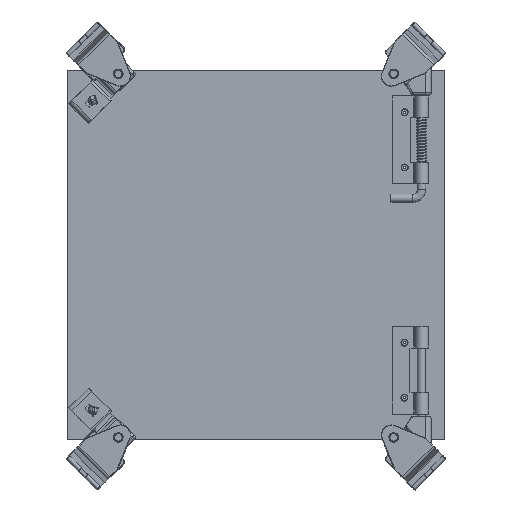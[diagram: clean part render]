
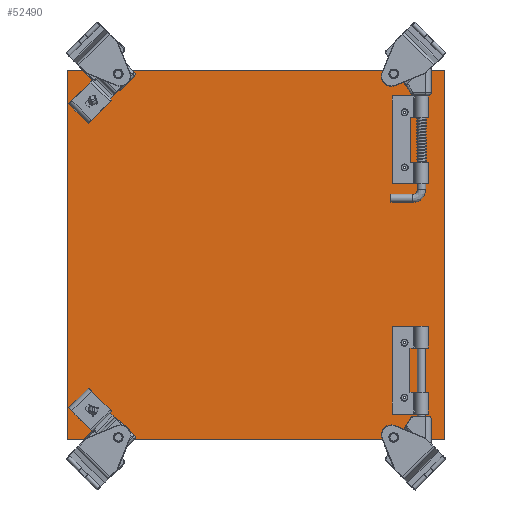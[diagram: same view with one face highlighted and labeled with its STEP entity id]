
A CAD part, top view. The second image highlights one B-rep face of the part: STEP entity #52490.
In plain terms, the highlighted planar face has unit normal (0.002, 0, 1).
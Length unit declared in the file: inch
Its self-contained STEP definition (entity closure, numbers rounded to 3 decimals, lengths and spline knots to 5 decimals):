
#725 = VERTEX_POINT ( 'NONE', #2699 ) ;
#1463 = CIRCLE ( 'NONE', #9365, 0.07 ) ;
#1994 = DIRECTION ( 'NONE',  ( -1., 0., 0.002 ) ) ;
#2251 = DIRECTION ( 'NONE',  ( -0.002, 0., -1. ) ) ;
#2360 = CARTESIAN_POINT ( 'NONE',  ( 4.28069, 0.01647, -2.33689 ) ) ;
#2699 = CARTESIAN_POINT ( 'NONE',  ( -4.27997, 4.2077, -2.32135 ) ) ;
#3960 = DIRECTION ( 'NONE',  ( -0.002, 0., -1. ) ) ;
#4431 = EDGE_LOOP ( 'NONE', ( #54277 ) ) ;
#4710 = AXIS2_PLACEMENT_3D ( 'NONE', #56468, #40855, #35225 ) ;
#5208 = DIRECTION ( 'NONE',  ( -1., 0., 0.002 ) ) ;
#6266 = DIRECTION ( 'NONE',  ( -1., 0., 0.002 ) ) ;
#6509 = FACE_BOUND ( 'NONE', #4431, .T. ) ;
#7559 = FACE_OUTER_BOUND ( 'NONE', #14317, .T. ) ;
#8789 = DIRECTION ( 'NONE',  ( -1., 0., 0.002 ) ) ;
#9365 = AXIS2_PLACEMENT_3D ( 'NONE', #35722, #57310, #8789 ) ;
#9584 = DIRECTION ( 'NONE',  ( -1., 0., 0.002 ) ) ;
#9816 = ORIENTED_EDGE ( 'NONE', *, *, #20634, .F. ) ;
#10219 = CARTESIAN_POINT ( 'NONE',  ( 3.30211, 3.2547, -2.33511 ) ) ;
#10313 = LINE ( 'NONE', #63406, #14041 ) ;
#10551 = CARTESIAN_POINT ( 'NONE',  ( -3.81296, 3.5295, -2.32219 ) ) ;
#11687 = EDGE_LOOP ( 'NONE', ( #59731 ) ) ;
#12958 = AXIS2_PLACEMENT_3D ( 'NONE', #47802, #36148, #9584 ) ;
#13896 = EDGE_CURVE ( 'NONE', #59389, #59389, #34442, .T. ) ;
#13938 = AXIS2_PLACEMENT_3D ( 'NONE', #19907, #3960, #30878 ) ;
#14041 = VECTOR ( 'NONE', #21319, 39.37008 ) ;
#14317 = EDGE_LOOP ( 'NONE', ( #50249, #45441, #40680, #9816 ) ) ;
#17167 = CIRCLE ( 'NONE', #4710, 0.125 ) ;
#17653 = AXIS2_PLACEMENT_3D ( 'NONE', #55353, #2251, #5208 ) ;
#19572 = VERTEX_POINT ( 'NONE', #37136 ) ;
#19907 = CARTESIAN_POINT ( 'NONE',  ( 3.37156, 2.00467, -2.33523 ) ) ;
#20634 = EDGE_CURVE ( 'NONE', #22563, #725, #64308, .T. ) ;
#21319 = DIRECTION ( 'NONE',  ( 1., 0., -0.002 ) ) ;
#22563 = VERTEX_POINT ( 'NONE', #54986 ) ;
#22644 = AXIS2_PLACEMENT_3D ( 'NONE', #55825, #43751, #6266 ) ;
#28845 = FACE_BOUND ( 'NONE', #59465, .T. ) ;
#29978 = EDGE_LOOP ( 'NONE', ( #34814 ) ) ;
#30065 = EDGE_CURVE ( 'NONE', #19572, #19572, #44444, .T. ) ;
#30878 = DIRECTION ( 'NONE',  ( -1., 0., 0.002 ) ) ;
#31193 = EDGE_CURVE ( 'NONE', #64013, #64013, #1463, .T. ) ;
#31797 = CARTESIAN_POINT ( 'NONE',  ( -4.27997, 4.2077, -2.32135 ) ) ;
#32794 = VERTEX_POINT ( 'NONE', #54372 ) ;
#32957 = VECTOR ( 'NONE', #1994, 39.37008 ) ;
#33207 = DIRECTION ( 'NONE',  ( 0., -1., 0. ) ) ;
#33772 = FACE_BOUND ( 'NONE', #60666, .T. ) ;
#34182 = EDGE_LOOP ( 'NONE', ( #67696 ) ) ;
#34442 = CIRCLE ( 'NONE', #12958, 0.125 ) ;
#34814 = ORIENTED_EDGE ( 'NONE', *, *, #62792, .T. ) ;
#35225 = DIRECTION ( 'NONE',  ( -1., 0., 0.002 ) ) ;
#35598 = VERTEX_POINT ( 'NONE', #62467 ) ;
#35722 = CARTESIAN_POINT ( 'NONE',  ( 3.37211, 3.25467, -2.33523 ) ) ;
#36148 = DIRECTION ( 'NONE',  ( -0.002, 0., -1. ) ) ;
#36397 = DIRECTION ( 'NONE',  ( 0., 1., 0. ) ) ;
#36955 = DIRECTION ( 'NONE',  ( -1., 0., 0.002 ) ) ;
#37136 = CARTESIAN_POINT ( 'NONE',  ( 3.30156, 2.0047, -2.33511 ) ) ;
#37829 = VERTEX_POINT ( 'NONE', #50489 ) ;
#38445 = VERTEX_POINT ( 'NONE', #54743 ) ;
#39087 = EDGE_CURVE ( 'NONE', #725, #37829, #10313, .T. ) ;
#39094 = FACE_BOUND ( 'NONE', #34182, .T. ) ;
#40680 = ORIENTED_EDGE ( 'NONE', *, *, #39087, .F. ) ;
#40855 = DIRECTION ( 'NONE',  ( -0.002, 0., -1. ) ) ;
#42243 = CARTESIAN_POINT ( 'NONE',  ( 3.36983, -1.97093, -2.33523 ) ) ;
#42916 = DIRECTION ( 'NONE',  ( -0.002, 0., -1. ) ) ;
#43044 = FACE_BOUND ( 'NONE', #11687, .T. ) ;
#43751 = DIRECTION ( 'NONE',  ( -0.002, 0., -1. ) ) ;
#44444 = CIRCLE ( 'NONE', #13938, 0.07 ) ;
#44643 = EDGE_CURVE ( 'NONE', #56611, #22563, #50491, .T. ) ;
#45441 = ORIENTED_EDGE ( 'NONE', *, *, #47432, .F. ) ;
#46263 = VECTOR ( 'NONE', #36397, 39.37008 ) ;
#47432 = EDGE_CURVE ( 'NONE', #37829, #56611, #60064, .T. ) ;
#47802 = CARTESIAN_POINT ( 'NONE',  ( -3.68796, 3.52945, -2.32242 ) ) ;
#50249 = ORIENTED_EDGE ( 'NONE', *, *, #44643, .F. ) ;
#50489 = CARTESIAN_POINT ( 'NONE',  ( 4.28252, 4.20397, -2.33689 ) ) ;
#50491 = LINE ( 'NONE', #67428, #32957 ) ;
#52490 = ADVANCED_FACE ( 'NONE', ( #43044, #66650, #28845, #39094, #33772, #6509, #7559 ), #60670, .F. ) ;
#53635 = ORIENTED_EDGE ( 'NONE', *, *, #68448, .T. ) ;
#54277 = ORIENTED_EDGE ( 'NONE', *, *, #13896, .T. ) ;
#54372 = CARTESIAN_POINT ( 'NONE',  ( 3.29983, -1.9709, -2.33511 ) ) ;
#54743 = CARTESIAN_POINT ( 'NONE',  ( 3.29928, -3.2209, -2.33511 ) ) ;
#54986 = CARTESIAN_POINT ( 'NONE',  ( -4.28362, -4.16729, -2.32135 ) ) ;
#55353 = CARTESIAN_POINT ( 'NONE',  ( -0.00055, 0.01834, -2.32912 ) ) ;
#55825 = CARTESIAN_POINT ( 'NONE',  ( 3.36928, -3.22093, -2.33523 ) ) ;
#56468 = CARTESIAN_POINT ( 'NONE',  ( -3.69102, -3.48955, -2.32242 ) ) ;
#56611 = VERTEX_POINT ( 'NONE', #62817 ) ;
#57310 = DIRECTION ( 'NONE',  ( -0.002, 0., -1. ) ) ;
#57580 = AXIS2_PLACEMENT_3D ( 'NONE', #42243, #42916, #36955 ) ;
#59389 = VERTEX_POINT ( 'NONE', #10551 ) ;
#59465 = EDGE_LOOP ( 'NONE', ( #64083 ) ) ;
#59731 = ORIENTED_EDGE ( 'NONE', *, *, #60137, .T. ) ;
#60064 = LINE ( 'NONE', #2360, #62542 ) ;
#60137 = EDGE_CURVE ( 'NONE', #38445, #38445, #61074, .T. ) ;
#60666 = EDGE_LOOP ( 'NONE', ( #53635 ) ) ;
#60670 = PLANE ( 'NONE',  #17653 ) ;
#61074 = CIRCLE ( 'NONE', #22644, 0.07 ) ;
#62467 = CARTESIAN_POINT ( 'NONE',  ( -3.81602, -3.4895, -2.32219 ) ) ;
#62542 = VECTOR ( 'NONE', #33207, 39.37008 ) ;
#62792 = EDGE_CURVE ( 'NONE', #32794, #32794, #69979, .T. ) ;
#62817 = CARTESIAN_POINT ( 'NONE',  ( 4.27887, -4.17103, -2.33689 ) ) ;
#63406 = CARTESIAN_POINT ( 'NONE',  ( 4.28252, 4.20397, -2.33689 ) ) ;
#64013 = VERTEX_POINT ( 'NONE', #10219 ) ;
#64083 = ORIENTED_EDGE ( 'NONE', *, *, #30065, .T. ) ;
#64308 = LINE ( 'NONE', #31797, #46263 ) ;
#66650 = FACE_BOUND ( 'NONE', #29978, .T. ) ;
#67428 = CARTESIAN_POINT ( 'NONE',  ( -4.28362, -4.16729, -2.32135 ) ) ;
#67696 = ORIENTED_EDGE ( 'NONE', *, *, #31193, .T. ) ;
#68448 = EDGE_CURVE ( 'NONE', #35598, #35598, #17167, .T. ) ;
#69979 = CIRCLE ( 'NONE', #57580, 0.07 ) ;
